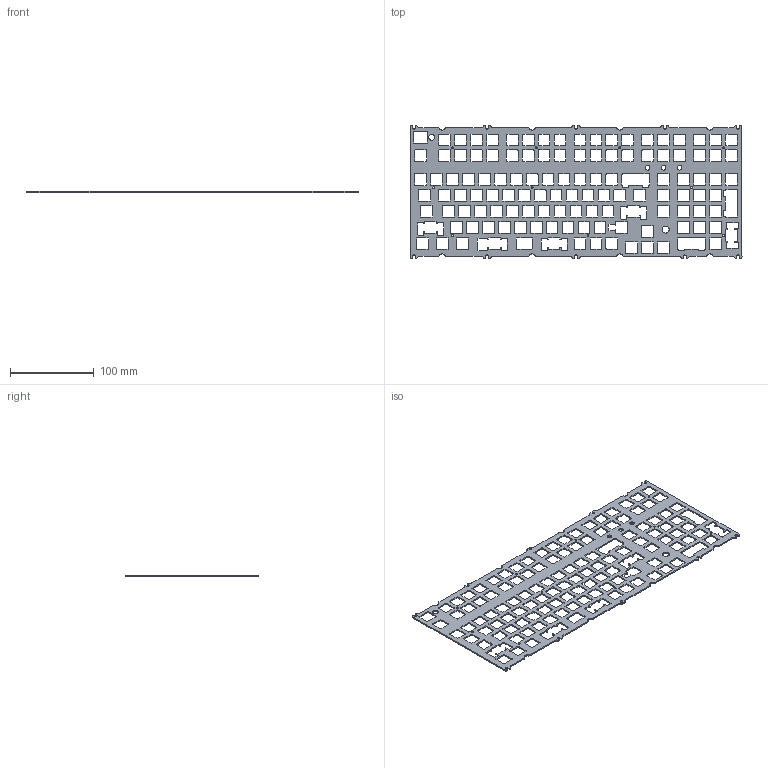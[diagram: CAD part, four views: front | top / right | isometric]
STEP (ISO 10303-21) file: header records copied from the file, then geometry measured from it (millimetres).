
FILE_DESCRIPTION(/* description */ ('Alibre Inc.'),/* implementation_level */ '2;1');
FILE_NAME(/* name */ 'export-7C74B3FA-47D5-48BF-A948-66A5CEAD27F0',/* time_stamp */ '2023-03-05T02:27:55-05:00',/* author */ (''),/* organization */ (''),/* preprocessor_version */ 'ST-DEVELOPER v17',/* originating_system */ 'Alibre',/* authorisation */ '');
FILE_SCHEMA (('AUTOMOTIVE_DESIGN'));
Length unit declared in the file: millimetre
Products named in the file (1): FR4-hotswap-ANSI-plate PCB
Bounding box: 397 x 159.92 x 1.6 mm (x, y, z)
Volume: 54932 mm3; surface area: 82569.2 mm2
Topology: 1 solids, 1 shells, 1370 faces, 4104 edges, 2736 vertices
Faces by surface type: cylinder 717, plane 653
Full cylindrical faces by diameter (mm): 2.2 x10, 5.5 x3, 7 x1, 8.4 x1
Entity records: 46440 total; most frequent: ORIENTED_EDGE 8208, CARTESIAN_POINT 8194, DIRECTION 7593, EDGE_CURVE 4104, AXIS2_PLACEMENT_3D 2788, VERTEX_POINT 2736, VECTOR 2670, LINE 2670
